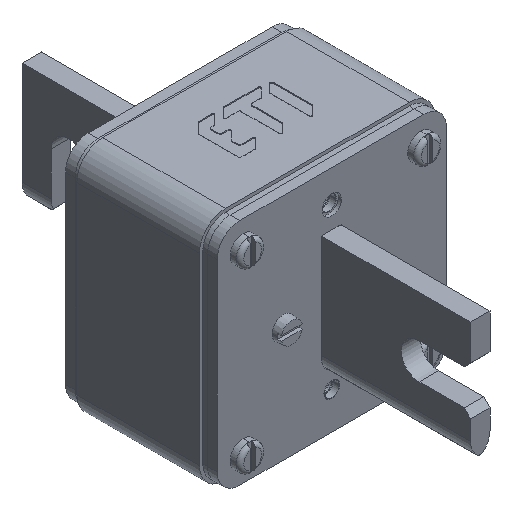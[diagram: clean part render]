
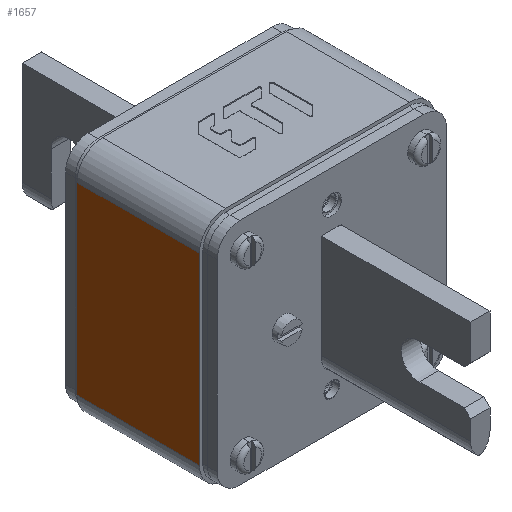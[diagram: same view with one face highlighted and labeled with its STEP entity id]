
A CAD part, isometric view. The second image highlights one B-rep face of the part: STEP entity #1657.
In plain terms, the highlighted face is planar.
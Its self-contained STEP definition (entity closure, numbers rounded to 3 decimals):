
#188=DIRECTION('',(0.,1.,0.));
#189=VECTOR('',#188,57.);
#190=CARTESIAN_POINT('',(36.5,-28.5,-19.));
#191=LINE('',#190,#189);
#195=DIRECTION('',(0.,0.,-1.));
#196=VECTOR('',#195,38.);
#197=CARTESIAN_POINT('',(36.5,28.5,19.));
#198=LINE('',#197,#196);
#202=DIRECTION('',(0.,0.,-1.));
#203=VECTOR('',#202,38.);
#204=CARTESIAN_POINT('',(36.5,-28.5,19.));
#205=LINE('',#204,#203);
#619=DIRECTION('',(0.,1.,0.));
#620=VECTOR('',#619,57.);
#621=CARTESIAN_POINT('',(36.5,-28.5,19.));
#622=LINE('',#621,#620);
#1368=CARTESIAN_POINT('',(36.5,28.5,-19.));
#1370=VERTEX_POINT('',#1368);
#1371=CARTESIAN_POINT('',(36.5,28.5,19.));
#1372=VERTEX_POINT('',#1371);
#1391=CARTESIAN_POINT('',(36.5,-28.5,-19.));
#1393=VERTEX_POINT('',#1391);
#1397=CARTESIAN_POINT('',(36.5,-28.5,19.));
#1398=VERTEX_POINT('',#1397);
#1644=CARTESIAN_POINT('',(36.5,-36.5,-19.));
#1645=DIRECTION('',(1.,0.,0.));
#1646=DIRECTION('',(0.,1.,0.));
#1647=AXIS2_PLACEMENT_3D('',#1644,#1645,#1646);
#1648=PLANE('',#1647);
#1649=ORIENTED_EDGE('',*,*,#1628,.T.);
#1650=ORIENTED_EDGE('',*,*,#1610,.F.);
#1652=ORIENTED_EDGE('',*,*,#1651,.F.);
#1654=ORIENTED_EDGE('',*,*,#1653,.T.);
#1655=EDGE_LOOP('',(#1649,#1650,#1652,#1654));
#1656=FACE_OUTER_BOUND('',#1655,.F.);
#1610=EDGE_CURVE('',#1393,#1370,#191,.T.);
#1628=EDGE_CURVE('',#1372,#1370,#198,.T.);
#1651=EDGE_CURVE('',#1398,#1393,#205,.T.);
#1653=EDGE_CURVE('',#1398,#1372,#622,.T.);
#1657=ADVANCED_FACE('',(#1656),#1648,.T.);
